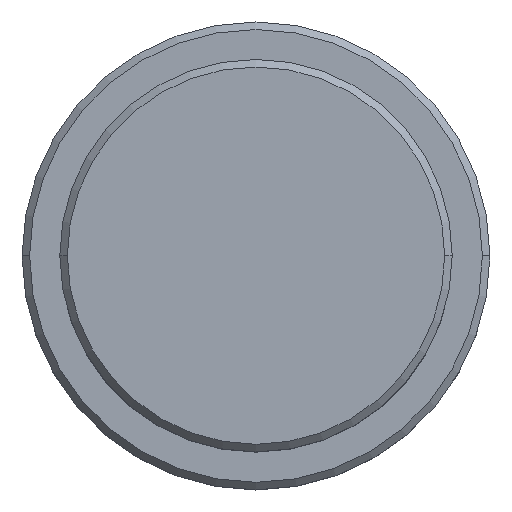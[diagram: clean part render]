
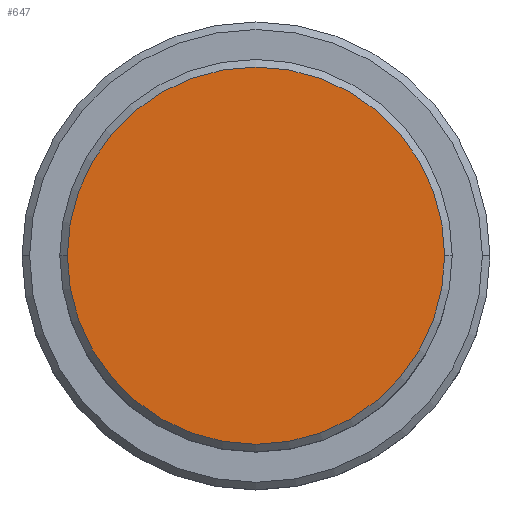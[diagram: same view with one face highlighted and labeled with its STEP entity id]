
A CAD part, top view. The second image highlights one B-rep face of the part: STEP entity #647.
In plain terms, the highlighted planar face has unit normal (0, 0, 1).
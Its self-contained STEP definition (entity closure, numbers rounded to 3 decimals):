
#25 = DIRECTION ( 'NONE',  ( 0., 0., 1. ) ) ;
#67 = CIRCLE ( 'NONE', #227, 12.5 ) ;
#74 = VERTEX_POINT ( 'NONE', #1200 ) ;
#86 = CARTESIAN_POINT ( 'NONE',  ( 0., 0., 0. ) ) ;
#93 = AXIS2_PLACEMENT_3D ( 'NONE', #350, #25, #1117 ) ;
#98 = DIRECTION ( 'NONE',  ( 1., 0., 0. ) ) ;
#138 = ORIENTED_EDGE ( 'NONE', *, *, #1038, .T. ) ;
#164 = DIRECTION ( 'NONE',  ( 1., 0., 0. ) ) ;
#189 = DIRECTION ( 'NONE',  ( 0., 0., 1. ) ) ;
#191 = AXIS2_PLACEMENT_3D ( 'NONE', #1257, #372, #164 ) ;
#227 = AXIS2_PLACEMENT_3D ( 'NONE', #86, #189, #98 ) ;
#280 = CARTESIAN_POINT ( 'NONE',  ( 12.5, 0., 0. ) ) ;
#350 = CARTESIAN_POINT ( 'NONE',  ( 0., 0., 0. ) ) ;
#372 = DIRECTION ( 'NONE',  ( 0., 0., 1. ) ) ;
#503 = EDGE_CURVE ( 'NONE', #1032, #74, #67, .T. ) ;
#547 = EDGE_LOOP ( 'NONE', ( #138, #1365 ) ) ;
#647 = ADVANCED_FACE ( 'NONE', ( #897 ), #684, .T. ) ;
#673 = CIRCLE ( 'NONE', #191, 12.5 ) ;
#684 = PLANE ( 'NONE',  #93 ) ;
#897 = FACE_OUTER_BOUND ( 'NONE', #547, .T. ) ;
#1032 = VERTEX_POINT ( 'NONE', #280 ) ;
#1038 = EDGE_CURVE ( 'NONE', #74, #1032, #673, .T. ) ;
#1117 = DIRECTION ( 'NONE',  ( 1., 0., 0. ) ) ;
#1200 = CARTESIAN_POINT ( 'NONE',  ( -12.5, 0., 0. ) ) ;
#1257 = CARTESIAN_POINT ( 'NONE',  ( 0., 0., 0. ) ) ;
#1365 = ORIENTED_EDGE ( 'NONE', *, *, #503, .T. ) ;
